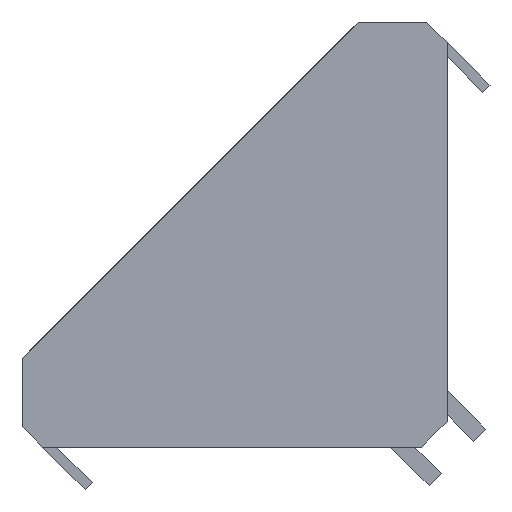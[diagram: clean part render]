
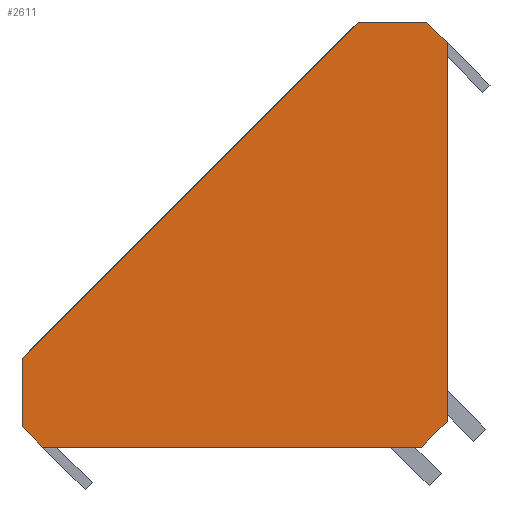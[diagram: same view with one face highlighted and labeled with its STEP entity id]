
A CAD part, left-side view. The second image highlights one B-rep face of the part: STEP entity #2611.
In plain terms, the highlighted planar face has unit normal (-1, 0, 0).
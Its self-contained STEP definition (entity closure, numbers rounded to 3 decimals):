
#65 = LINE ( 'NONE', #823, #3567 ) ;
#164 = VERTEX_POINT ( 'NONE', #801 ) ;
#281 = CARTESIAN_POINT ( 'NONE',  ( -21.25, -21., 19. ) ) ;
#430 = ORIENTED_EDGE ( 'NONE', *, *, #2026, .T. ) ;
#575 = LINE ( 'NONE', #5277, #3763 ) ;
#608 = EDGE_CURVE ( 'NONE', #3066, #1620, #575, .T. ) ;
#621 = DIRECTION ( 'NONE',  ( 0., 0., -1. ) ) ;
#717 = VECTOR ( 'NONE', #2891, 1000. ) ;
#799 = CARTESIAN_POINT ( 'NONE',  ( -21.25, 21., -19. ) ) ;
#801 = CARTESIAN_POINT ( 'NONE',  ( -21.25, 21., -12.207 ) ) ;
#823 = CARTESIAN_POINT ( 'NONE',  ( -21.25, -11.5, 21. ) ) ;
#854 = DIRECTION ( 'NONE',  ( 0., -1., 0. ) ) ;
#915 = VECTOR ( 'NONE', #1564, 1000. ) ;
#990 = VERTEX_POINT ( 'NONE', #1234 ) ;
#1088 = CARTESIAN_POINT ( 'NONE',  ( -21.25, -21., 21. ) ) ;
#1135 = DIRECTION ( 'NONE',  ( 0., -0.707, 0.707 ) ) ;
#1234 = CARTESIAN_POINT ( 'NONE',  ( -21.25, -12.207, 21. ) ) ;
#1248 = LINE ( 'NONE', #1556, #717 ) ;
#1283 = VERTEX_POINT ( 'NONE', #2328 ) ;
#1366 = EDGE_CURVE ( 'NONE', #3066, #5013, #1248, .T. ) ;
#1420 = ORIENTED_EDGE ( 'NONE', *, *, #3383, .F. ) ;
#1464 = LINE ( 'NONE', #1519, #1865 ) ;
#1519 = CARTESIAN_POINT ( 'NONE',  ( -21.25, 21., -21. ) ) ;
#1556 = CARTESIAN_POINT ( 'NONE',  ( -21.25, -18.5, -21. ) ) ;
#1564 = DIRECTION ( 'NONE',  ( 0., -0.707, -0.707 ) ) ;
#1620 = VERTEX_POINT ( 'NONE', #4577 ) ;
#1643 = EDGE_CURVE ( 'NONE', #3730, #1283, #2602, .T. ) ;
#1767 = CARTESIAN_POINT ( 'NONE',  ( -21.25, -21., -18.5 ) ) ;
#1832 = CARTESIAN_POINT ( 'NONE',  ( -21.25, -18.5, -21. ) ) ;
#1865 = VECTOR ( 'NONE', #3635, 1000. ) ;
#2026 = EDGE_CURVE ( 'NONE', #2282, #1620, #2043, .T. ) ;
#2043 = LINE ( 'NONE', #2383, #915 ) ;
#2127 = LINE ( 'NONE', #4528, #5073 ) ;
#2282 = VERTEX_POINT ( 'NONE', #799 ) ;
#2328 = CARTESIAN_POINT ( 'NONE',  ( -21.25, -19., 21. ) ) ;
#2383 = CARTESIAN_POINT ( 'NONE',  ( -21.25, 21., -19. ) ) ;
#2555 = EDGE_LOOP ( 'NONE', ( #5405, #1420, #2702, #430, #2887, #2556, #2692, #4222 ) ) ;
#2556 = ORIENTED_EDGE ( 'NONE', *, *, #1366, .T. ) ;
#2602 = LINE ( 'NONE', #5384, #5122 ) ;
#2611 = ADVANCED_FACE ( 'NONE', ( #4059 ), #3122, .F. ) ;
#2628 = EDGE_CURVE ( 'NONE', #3730, #5013, #2826, .T. ) ;
#2692 = ORIENTED_EDGE ( 'NONE', *, *, #2628, .F. ) ;
#2702 = ORIENTED_EDGE ( 'NONE', *, *, #3296, .F. ) ;
#2792 = DIRECTION ( 'NONE',  ( 1., 0., 0. ) ) ;
#2826 = LINE ( 'NONE', #1088, #4695 ) ;
#2828 = DIRECTION ( 'NONE',  ( 0., 0., -1. ) ) ;
#2887 = ORIENTED_EDGE ( 'NONE', *, *, #608, .F. ) ;
#2891 = DIRECTION ( 'NONE',  ( 0., -0.707, 0.707 ) ) ;
#3066 = VERTEX_POINT ( 'NONE', #1832 ) ;
#3122 = PLANE ( 'NONE',  #3349 ) ;
#3296 = EDGE_CURVE ( 'NONE', #2282, #164, #1464, .T. ) ;
#3322 = DIRECTION ( 'NONE',  ( 0., 0.707, 0.707 ) ) ;
#3349 = AXIS2_PLACEMENT_3D ( 'NONE', #4364, #2792, #621 ) ;
#3383 = EDGE_CURVE ( 'NONE', #164, #990, #2127, .T. ) ;
#3567 = VECTOR ( 'NONE', #854, 1000. ) ;
#3635 = DIRECTION ( 'NONE',  ( 0., 0., 1. ) ) ;
#3730 = VERTEX_POINT ( 'NONE', #281 ) ;
#3763 = VECTOR ( 'NONE', #4068, 1000. ) ;
#4059 = FACE_OUTER_BOUND ( 'NONE', #2555, .T. ) ;
#4068 = DIRECTION ( 'NONE',  ( 0., 1., 0. ) ) ;
#4222 = ORIENTED_EDGE ( 'NONE', *, *, #1643, .T. ) ;
#4327 = EDGE_CURVE ( 'NONE', #990, #1283, #65, .T. ) ;
#4364 = CARTESIAN_POINT ( 'NONE',  ( -21.25, 0., 0. ) ) ;
#4528 = CARTESIAN_POINT ( 'NONE',  ( -21.25, 21., -12.207 ) ) ;
#4577 = CARTESIAN_POINT ( 'NONE',  ( -21.25, 19., -21. ) ) ;
#4695 = VECTOR ( 'NONE', #2828, 1000. ) ;
#5013 = VERTEX_POINT ( 'NONE', #1767 ) ;
#5073 = VECTOR ( 'NONE', #1135, 1000. ) ;
#5122 = VECTOR ( 'NONE', #3322, 1000. ) ;
#5277 = CARTESIAN_POINT ( 'NONE',  ( -21.25, -21., -21. ) ) ;
#5384 = CARTESIAN_POINT ( 'NONE',  ( -21.25, -21., 19. ) ) ;
#5405 = ORIENTED_EDGE ( 'NONE', *, *, #4327, .F. ) ;
